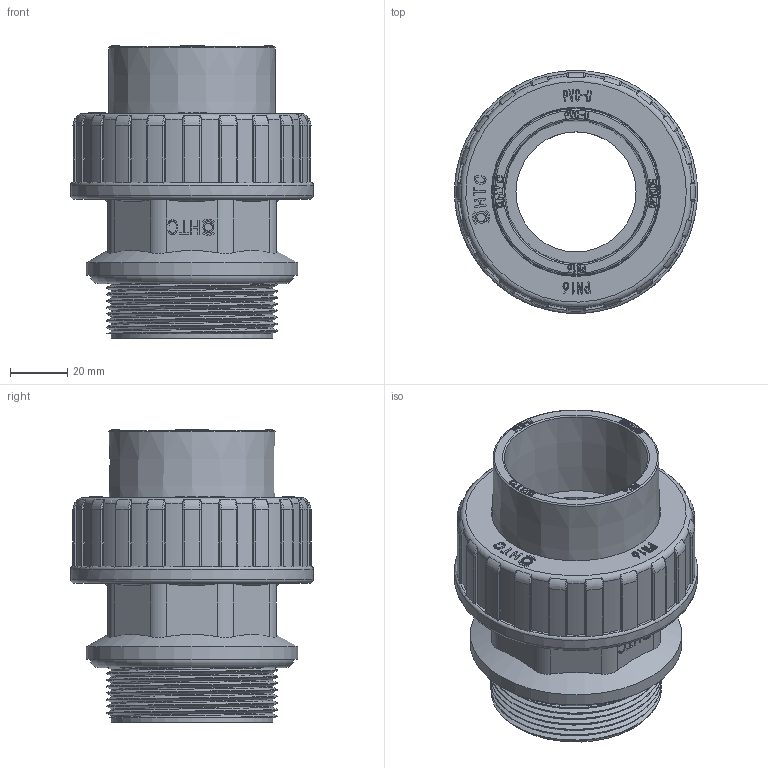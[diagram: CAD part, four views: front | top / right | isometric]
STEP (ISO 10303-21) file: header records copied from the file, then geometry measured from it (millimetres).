
FILE_DESCRIPTION(/* description */ (''),/* implementation_level */ '2;1');
FILE_NAME(/* name */ 'V685611PG.stp',/* time_stamp */ '2024-08-21T08:45:06+08:00',/* author */ (''),/* organization */ (''),/* preprocessor_version */ 'ST-DEVELOPER v16',/* originating_system */ 'SIEMENS PLM Software NX 10.0',/* authorisation */ '');
FILE_SCHEMA (('AUTOMOTIVE_DESIGN { 1 0 10303 214 3 1 1 1 }'));
Length unit declared in the file: millimetre
Products named in the file (1): gelv0BA4BE56jk91
Bounding box: 85 x 85 x 102.36 mm (x, y, z)
Volume: 186837.3 mm3; surface area: 80416.1 mm2
Topology: 5 solids, 5 shells, 1799 faces, 5118 edges, 3410 vertices
Faces by surface type: plane 1453, cylinder 145, extrusion 115, bspline 47, torus 33, cone 6
Full cylindrical faces by diameter (mm): 1.377 x1, 1.836 x1, 2.759 x1, 3.06 x1, 3.759 x1, 4.08 x1, 42 x2, 47 x1, 48 x2, 56.656 x9, 58 x2, 62.752 x7, 62.8 x1, 65.71 x9, 74.02 x1, 85 x1
Entity records: 68101 total; most frequent: CARTESIAN_POINT 23288, ORIENTED_EDGE 9984, DIRECTION 7946, EDGE_CURVE 4992, VECTOR 4138, LINE 4023, VERTEX_POINT 3347, EDGE_LOOP 1904
